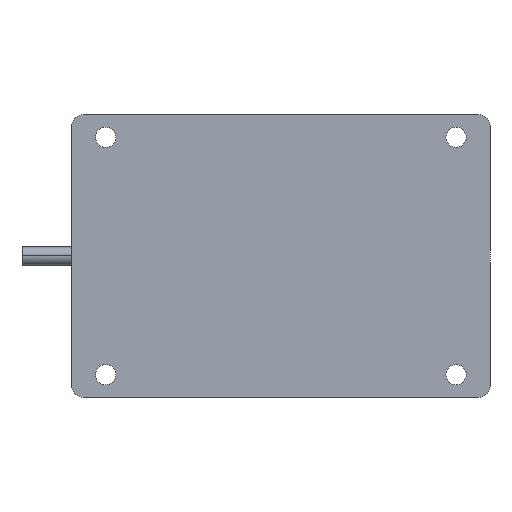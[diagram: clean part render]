
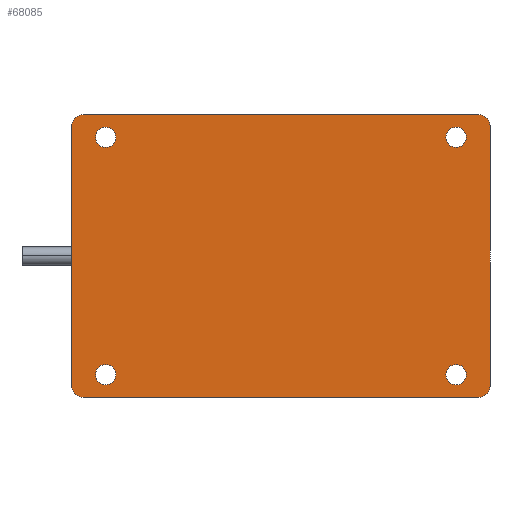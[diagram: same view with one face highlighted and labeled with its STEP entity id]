
A CAD part, front view. The second image highlights one B-rep face of the part: STEP entity #68085.
In plain terms, the highlighted face is planar.
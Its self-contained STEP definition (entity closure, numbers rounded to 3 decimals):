
#436 = ORIENTED_EDGE ( 'NONE', *, *, #63709, .F. ) ;
#930 = PLANE ( 'NONE',  #79485 ) ;
#1855 = EDGE_CURVE ( 'NONE', #53926, #63641, #61039, .T. ) ;
#1880 = CARTESIAN_POINT ( 'NONE',  ( 92.5, 57.5, 51. ) ) ;
#2080 = CIRCLE ( 'NONE', #28934, 5. ) ;
#3148 = EDGE_CURVE ( 'NONE', #6435, #3781, #30030, .T. ) ;
#3781 = VERTEX_POINT ( 'NONE', #29959 ) ;
#4050 = ORIENTED_EDGE ( 'NONE', *, *, #55474, .F. ) ;
#4159 = EDGE_CURVE ( 'NONE', #3781, #37675, #52189, .T. ) ;
#5477 = DIRECTION ( 'NONE',  ( 0., 0., 1. ) ) ;
#5484 = CARTESIAN_POINT ( 'NONE',  ( 73., 52.5, 51. ) ) ;
#5826 = EDGE_CURVE ( 'NONE', #37131, #29153, #28879, .T. ) ;
#5885 = CARTESIAN_POINT ( 'NONE',  ( 92.5, -57.5, 51. ) ) ;
#6002 = FACE_BOUND ( 'NONE', #75976, .T. ) ;
#6435 = VERTEX_POINT ( 'NONE', #8688 ) ;
#6675 = EDGE_CURVE ( 'NONE', #33073, #30569, #20921, .T. ) ;
#7052 = AXIS2_PLACEMENT_3D ( 'NONE', #10974, #78093, #13866 ) ;
#7349 = DIRECTION ( 'NONE',  ( 0., 0., 1. ) ) ;
#7412 = DIRECTION ( 'NONE',  ( -1., 0., 0. ) ) ;
#7608 = VERTEX_POINT ( 'NONE', #1880 ) ;
#7833 = CARTESIAN_POINT ( 'NONE',  ( -77.5, -52.5, 51. ) ) ;
#8117 = AXIS2_PLACEMENT_3D ( 'NONE', #73366, #27191, #21310 ) ;
#8688 = CARTESIAN_POINT ( 'NONE',  ( -92.5, -57.5, 51. ) ) ;
#9120 = EDGE_LOOP ( 'NONE', ( #48199, #21118, #21857, #35134, #75520, #27030, #59780, #79337 ) ) ;
#10366 = DIRECTION ( 'NONE',  ( 0., -1., 0. ) ) ;
#10950 = DIRECTION ( 'NONE',  ( 1., 0., 0. ) ) ;
#10974 = CARTESIAN_POINT ( 'NONE',  ( 77.5, -52.5, 51. ) ) ;
#12481 = CARTESIAN_POINT ( 'NONE',  ( 77.5, -52.5, 51. ) ) ;
#12575 = CARTESIAN_POINT ( 'NONE',  ( -77.5, -52.5, 51. ) ) ;
#12709 = CARTESIAN_POINT ( 'NONE',  ( 73., -52.5, 51. ) ) ;
#13216 = CIRCLE ( 'NONE', #34680, 4.5 ) ;
#13734 = VECTOR ( 'NONE', #36654, 1000. ) ;
#13866 = DIRECTION ( 'NONE',  ( -1., 0., 0. ) ) ;
#14363 = DIRECTION ( 'NONE',  ( 1., 0., 0. ) ) ;
#14486 = CARTESIAN_POINT ( 'NONE',  ( -77.5, 52.5, 51. ) ) ;
#14545 = VERTEX_POINT ( 'NONE', #22937 ) ;
#14563 = CIRCLE ( 'NONE', #73673, 4.5 ) ;
#15689 = EDGE_CURVE ( 'NONE', #30569, #33073, #33600, .T. ) ;
#16163 = CARTESIAN_POINT ( 'NONE',  ( -87.5, 57.5, 51. ) ) ;
#16297 = CARTESIAN_POINT ( 'NONE',  ( 77.5, 52.5, 51. ) ) ;
#17617 = EDGE_LOOP ( 'NONE', ( #19145, #66665 ) ) ;
#17657 = DIRECTION ( 'NONE',  ( 0., 0., 1. ) ) ;
#18545 = CARTESIAN_POINT ( 'NONE',  ( 92.5, 62.5, 51. ) ) ;
#19145 = ORIENTED_EDGE ( 'NONE', *, *, #6675, .F. ) ;
#19853 = CARTESIAN_POINT ( 'NONE',  ( 0., 0., 51. ) ) ;
#20921 = CIRCLE ( 'NONE', #31636, 4.5 ) ;
#21118 = ORIENTED_EDGE ( 'NONE', *, *, #50629, .T. ) ;
#21310 = DIRECTION ( 'NONE',  ( 1., 0., 0. ) ) ;
#21399 = CIRCLE ( 'NONE', #68377, 4.5 ) ;
#21857 = ORIENTED_EDGE ( 'NONE', *, *, #64737, .T. ) ;
#22937 = CARTESIAN_POINT ( 'NONE',  ( -92.5, 57.5, 51. ) ) ;
#23157 = CARTESIAN_POINT ( 'NONE',  ( -87.5, 62.5, 51. ) ) ;
#23608 = VECTOR ( 'NONE', #10366, 1000. ) ;
#25220 = CARTESIAN_POINT ( 'NONE',  ( 87.5, 57.5, 51. ) ) ;
#25738 = FACE_BOUND ( 'NONE', #58416, .T. ) ;
#26679 = DIRECTION ( 'NONE',  ( 1., 0., 0. ) ) ;
#26970 = CARTESIAN_POINT ( 'NONE',  ( -92.5, -62.5, 51. ) ) ;
#26977 = FACE_BOUND ( 'NONE', #17617, .T. ) ;
#27030 = ORIENTED_EDGE ( 'NONE', *, *, #37106, .T. ) ;
#27139 = CARTESIAN_POINT ( 'NONE',  ( 82., -52.5, 51. ) ) ;
#27191 = DIRECTION ( 'NONE',  ( 0., 0., 1. ) ) ;
#27576 = DIRECTION ( 'NONE',  ( 0., 0., 1. ) ) ;
#27708 = DIRECTION ( 'NONE',  ( 0., 0., 1. ) ) ;
#28879 = CIRCLE ( 'NONE', #57090, 4.5 ) ;
#28934 = AXIS2_PLACEMENT_3D ( 'NONE', #41155, #27708, #80163 ) ;
#29153 = VERTEX_POINT ( 'NONE', #5484 ) ;
#29959 = CARTESIAN_POINT ( 'NONE',  ( -87.5, -62.5, 51. ) ) ;
#30002 = DIRECTION ( 'NONE',  ( 1., 0., 0. ) ) ;
#30030 = CIRCLE ( 'NONE', #50167, 5. ) ;
#30552 = DIRECTION ( 'NONE',  ( 0., 0., 1. ) ) ;
#30569 = VERTEX_POINT ( 'NONE', #82648 ) ;
#30687 = DIRECTION ( 'NONE',  ( 1., 0., 0. ) ) ;
#31636 = AXIS2_PLACEMENT_3D ( 'NONE', #14486, #7349, #26679 ) ;
#32708 = ORIENTED_EDGE ( 'NONE', *, *, #5826, .F. ) ;
#33073 = VERTEX_POINT ( 'NONE', #66900 ) ;
#33083 = AXIS2_PLACEMENT_3D ( 'NONE', #16163, #54800, #30002 ) ;
#33600 = CIRCLE ( 'NONE', #8117, 4.5 ) ;
#34627 = VERTEX_POINT ( 'NONE', #48506 ) ;
#34680 = AXIS2_PLACEMENT_3D ( 'NONE', #16297, #41924, #67560 ) ;
#34783 = CIRCLE ( 'NONE', #53607, 4.5 ) ;
#35134 = ORIENTED_EDGE ( 'NONE', *, *, #42957, .T. ) ;
#36204 = LINE ( 'NONE', #18545, #36708 ) ;
#36361 = CARTESIAN_POINT ( 'NONE',  ( -73., -52.5, 51. ) ) ;
#36654 = DIRECTION ( 'NONE',  ( -1., 0., 0. ) ) ;
#36708 = VECTOR ( 'NONE', #75657, 1000. ) ;
#37106 = EDGE_CURVE ( 'NONE', #63641, #14545, #82721, .T. ) ;
#37131 = VERTEX_POINT ( 'NONE', #55660 ) ;
#37293 = DIRECTION ( 'NONE',  ( -1., 0., 0. ) ) ;
#37365 = ORIENTED_EDGE ( 'NONE', *, *, #40389, .F. ) ;
#37381 = CARTESIAN_POINT ( 'NONE',  ( 87.5, 62.5, 51. ) ) ;
#37675 = VERTEX_POINT ( 'NONE', #75273 ) ;
#38221 = DIRECTION ( 'NONE',  ( -1., 0., 0. ) ) ;
#38359 = FACE_BOUND ( 'NONE', #44911, .T. ) ;
#38768 = DIRECTION ( 'NONE',  ( 0., 0., 1. ) ) ;
#39489 = EDGE_CURVE ( 'NONE', #34627, #72244, #14563, .T. ) ;
#40389 = EDGE_CURVE ( 'NONE', #42549, #72023, #21399, .T. ) ;
#41155 = CARTESIAN_POINT ( 'NONE',  ( 87.5, -57.5, 51. ) ) ;
#41581 = ORIENTED_EDGE ( 'NONE', *, *, #39489, .F. ) ;
#41924 = DIRECTION ( 'NONE',  ( 0., 0., 1. ) ) ;
#42319 = LINE ( 'NONE', #73787, #23608 ) ;
#42549 = VERTEX_POINT ( 'NONE', #12709 ) ;
#42957 = EDGE_CURVE ( 'NONE', #7608, #53926, #60511, .T. ) ;
#43578 = VECTOR ( 'NONE', #14363, 1000. ) ;
#43753 = CARTESIAN_POINT ( 'NONE',  ( -87.5, -57.5, 51. ) ) ;
#44911 = EDGE_LOOP ( 'NONE', ( #37365, #436 ) ) ;
#47313 = CIRCLE ( 'NONE', #7052, 4.5 ) ;
#48199 = ORIENTED_EDGE ( 'NONE', *, *, #4159, .T. ) ;
#48506 = CARTESIAN_POINT ( 'NONE',  ( -82., -52.5, 51. ) ) ;
#48714 = CARTESIAN_POINT ( 'NONE',  ( 77.5, 52.5, 51. ) ) ;
#50167 = AXIS2_PLACEMENT_3D ( 'NONE', #43753, #5477, #10950 ) ;
#50629 = EDGE_CURVE ( 'NONE', #37675, #74524, #2080, .T. ) ;
#50859 = DIRECTION ( 'NONE',  ( 0., 0., 1. ) ) ;
#51229 = EDGE_CURVE ( 'NONE', #14545, #6435, #42319, .T. ) ;
#51369 = DIRECTION ( 'NONE',  ( 1., 0., 0. ) ) ;
#52189 = LINE ( 'NONE', #26970, #43578 ) ;
#53607 = AXIS2_PLACEMENT_3D ( 'NONE', #7833, #27576, #7412 ) ;
#53926 = VERTEX_POINT ( 'NONE', #37381 ) ;
#54800 = DIRECTION ( 'NONE',  ( 0., 0., 1. ) ) ;
#55474 = EDGE_CURVE ( 'NONE', #29153, #37131, #13216, .T. ) ;
#55660 = CARTESIAN_POINT ( 'NONE',  ( 82., 52.5, 51. ) ) ;
#57090 = AXIS2_PLACEMENT_3D ( 'NONE', #48714, #61759, #82262 ) ;
#58416 = EDGE_LOOP ( 'NONE', ( #4050, #32708 ) ) ;
#59162 = EDGE_CURVE ( 'NONE', #72244, #34627, #34783, .T. ) ;
#59780 = ORIENTED_EDGE ( 'NONE', *, *, #51229, .T. ) ;
#60511 = CIRCLE ( 'NONE', #68543, 5. ) ;
#60623 = CARTESIAN_POINT ( 'NONE',  ( -92.5, 62.5, 51. ) ) ;
#61039 = LINE ( 'NONE', #60623, #13734 ) ;
#61759 = DIRECTION ( 'NONE',  ( 0., 0., 1. ) ) ;
#63287 = ORIENTED_EDGE ( 'NONE', *, *, #59162, .F. ) ;
#63641 = VERTEX_POINT ( 'NONE', #23157 ) ;
#63709 = EDGE_CURVE ( 'NONE', #72023, #42549, #47313, .T. ) ;
#64737 = EDGE_CURVE ( 'NONE', #74524, #7608, #36204, .T. ) ;
#66665 = ORIENTED_EDGE ( 'NONE', *, *, #15689, .F. ) ;
#66900 = CARTESIAN_POINT ( 'NONE',  ( -82., 52.5, 51. ) ) ;
#67560 = DIRECTION ( 'NONE',  ( 1., 0., 0. ) ) ;
#68085 = ADVANCED_FACE ( 'NONE', ( #6002, #26977, #71926, #25738, #38359 ), #930, .T. ) ;
#68377 = AXIS2_PLACEMENT_3D ( 'NONE', #12481, #30552, #37293 ) ;
#68543 = AXIS2_PLACEMENT_3D ( 'NONE', #25220, #50859, #30687 ) ;
#71926 = FACE_OUTER_BOUND ( 'NONE', #9120, .T. ) ;
#72023 = VERTEX_POINT ( 'NONE', #27139 ) ;
#72244 = VERTEX_POINT ( 'NONE', #36361 ) ;
#73366 = CARTESIAN_POINT ( 'NONE',  ( -77.5, 52.5, 51. ) ) ;
#73673 = AXIS2_PLACEMENT_3D ( 'NONE', #12575, #17657, #38221 ) ;
#73787 = CARTESIAN_POINT ( 'NONE',  ( -92.5, 62.5, 51. ) ) ;
#74524 = VERTEX_POINT ( 'NONE', #5885 ) ;
#75273 = CARTESIAN_POINT ( 'NONE',  ( 87.5, -62.5, 51. ) ) ;
#75520 = ORIENTED_EDGE ( 'NONE', *, *, #1855, .T. ) ;
#75657 = DIRECTION ( 'NONE',  ( 0., 1., 0. ) ) ;
#75976 = EDGE_LOOP ( 'NONE', ( #41581, #63287 ) ) ;
#78093 = DIRECTION ( 'NONE',  ( 0., 0., 1. ) ) ;
#79337 = ORIENTED_EDGE ( 'NONE', *, *, #3148, .T. ) ;
#79485 = AXIS2_PLACEMENT_3D ( 'NONE', #19853, #38768, #51369 ) ;
#80163 = DIRECTION ( 'NONE',  ( 1., 0., 0. ) ) ;
#82262 = DIRECTION ( 'NONE',  ( 1., 0., 0. ) ) ;
#82648 = CARTESIAN_POINT ( 'NONE',  ( -73., 52.5, 51. ) ) ;
#82721 = CIRCLE ( 'NONE', #33083, 5. ) ;
